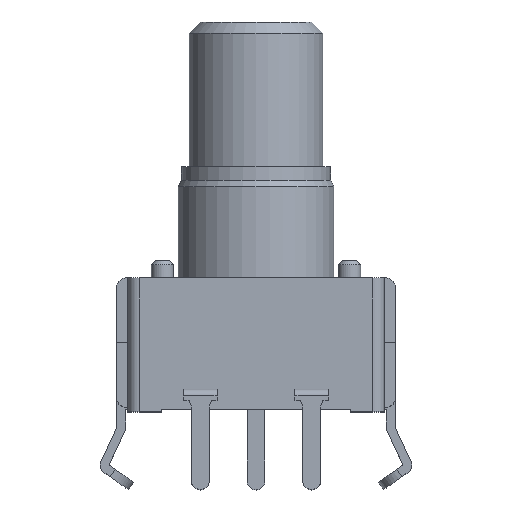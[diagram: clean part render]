
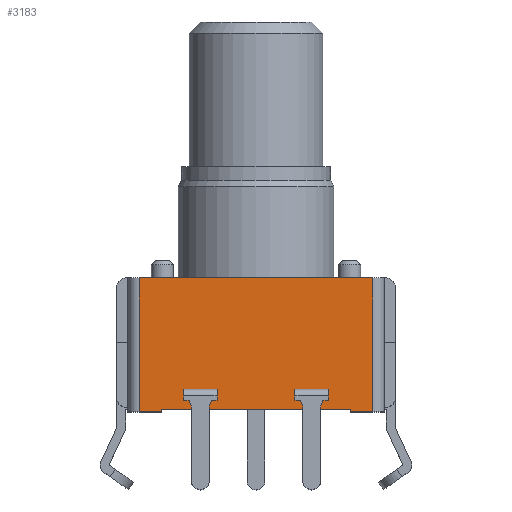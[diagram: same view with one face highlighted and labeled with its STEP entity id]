
A CAD part, top view. The second image highlights one B-rep face of the part: STEP entity #3183.
In plain terms, the highlighted planar face has unit normal (0, 0, 1).
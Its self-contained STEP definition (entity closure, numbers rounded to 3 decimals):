
#113=DIRECTION('',(-1.,0.,0.));
#114=VECTOR('',#113,10.5);
#115=CARTESIAN_POINT('',(5.25,6.,6.7));
#116=LINE('',#115,#114);
#218=DIRECTION('',(0.,1.,0.));
#219=VECTOR('',#218,6.);
#220=CARTESIAN_POINT('',(5.25,0.,6.7));
#221=LINE('',#220,#219);
#226=DIRECTION('',(-1.,0.,0.));
#227=VECTOR('',#226,8.5);
#228=CARTESIAN_POINT('',(4.25,0.1,6.7));
#229=LINE('',#228,#227);
#230=DIRECTION('',(0.,-1.,0.));
#231=VECTOR('',#230,0.1);
#232=CARTESIAN_POINT('',(-4.25,0.1,6.7));
#233=LINE('',#232,#231);
#234=DIRECTION('',(-1.,0.,0.));
#235=VECTOR('',#234,1.);
#236=CARTESIAN_POINT('',(-4.25,0.,6.7));
#237=LINE('',#236,#235);
#238=DIRECTION('',(-1.,0.,0.));
#239=VECTOR('',#238,1.);
#240=CARTESIAN_POINT('',(5.25,0.,6.7));
#241=LINE('',#240,#239);
#242=DIRECTION('',(-1.,0.,0.));
#243=VECTOR('',#242,1.5);
#244=CARTESIAN_POINT('',(-1.75,1.,6.7));
#245=LINE('',#244,#243);
#246=DIRECTION('',(0.,1.,0.));
#247=VECTOR('',#246,0.3);
#248=CARTESIAN_POINT('',(-1.75,0.7,6.7));
#249=LINE('',#248,#247);
#250=DIRECTION('',(-1.,0.,0.));
#251=VECTOR('',#250,1.5);
#252=CARTESIAN_POINT('',(3.25,1.,6.7));
#253=LINE('',#252,#251);
#254=DIRECTION('',(0.,1.,0.));
#255=VECTOR('',#254,0.3);
#256=CARTESIAN_POINT('',(3.25,0.7,6.7));
#257=LINE('',#256,#255);
#540=DIRECTION('',(0.,-1.,0.));
#541=VECTOR('',#540,6.);
#542=CARTESIAN_POINT('',(-5.25,6.,6.7));
#543=LINE('',#542,#541);
#705=DIRECTION('',(0.,-1.,0.));
#706=VECTOR('',#705,0.1);
#707=CARTESIAN_POINT('',(4.25,0.1,6.7));
#708=LINE('',#707,#706);
#1507=DIRECTION('',(0.,1.,0.));
#1508=VECTOR('',#1507,0.3);
#1509=CARTESIAN_POINT('',(1.75,0.7,6.7));
#1510=LINE('',#1509,#1508);
#1531=DIRECTION('',(-1.,0.,0.));
#1532=VECTOR('',#1531,1.5);
#1533=CARTESIAN_POINT('',(3.25,0.7,6.7));
#1534=LINE('',#1533,#1532);
#1915=DIRECTION('',(0.,1.,0.));
#1916=VECTOR('',#1915,0.3);
#1917=CARTESIAN_POINT('',(-3.25,0.7,
6.7));
#1918=LINE('',#1917,#1916);
#1939=DIRECTION('',(-1.,0.,0.));
#1940=VECTOR('',#1939,1.5);
#1941=CARTESIAN_POINT('',(-1.75,0.7,
6.7));
#1942=LINE('',#1941,#1940);
#2240=CARTESIAN_POINT('',(4.25,0.,6.7));
#2241=VERTEX_POINT('',#2240);
#2242=CARTESIAN_POINT('',(5.25,0.,6.7));
#2243=VERTEX_POINT('',#2242);
#2247=CARTESIAN_POINT('',(-4.25,0.,6.7));
#2249=VERTEX_POINT('',#2247);
#2254=CARTESIAN_POINT('',(-5.25,0.,6.7));
#2255=VERTEX_POINT('',#2254);
#2440=CARTESIAN_POINT('',(-4.25,0.1,
6.7));
#2441=VERTEX_POINT('',#2440);
#2442=CARTESIAN_POINT('',(4.25,0.1,6.7));
#2443=VERTEX_POINT('',#2442);
#2482=CARTESIAN_POINT('',(-5.25,6.,6.7));
#2483=VERTEX_POINT('',#2482);
#2484=CARTESIAN_POINT('',(5.25,6.,6.7));
#2485=VERTEX_POINT('',#2484);
#2486=CARTESIAN_POINT('',(-1.75,1.,
6.7));
#2487=CARTESIAN_POINT('',(-3.25,1.,
6.7));
#2488=VERTEX_POINT('',#2486);
#2489=VERTEX_POINT('',#2487);
#2490=CARTESIAN_POINT('',(-3.25,0.7,
6.7));
#2491=VERTEX_POINT('',#2490);
#2492=CARTESIAN_POINT('',(-1.75,0.7,
6.7));
#2493=VERTEX_POINT('',#2492);
#2494=CARTESIAN_POINT('',(3.25,1.,6.7));
#2495=CARTESIAN_POINT('',(1.75,1.,6.7));
#2496=VERTEX_POINT('',#2494);
#2497=VERTEX_POINT('',#2495);
#2498=CARTESIAN_POINT('',(1.75,0.7,6.7));
#2499=VERTEX_POINT('',#2498);
#2500=CARTESIAN_POINT('',(3.25,0.7,6.7));
#2501=VERTEX_POINT('',#2500);
#3142=CARTESIAN_POINT('',(-5.75,0.,6.7));
#3143=DIRECTION('',(0.,0.,1.));
#3144=DIRECTION('',(1.,0.,0.));
#3145=AXIS2_PLACEMENT_3D('',#3142,#3143,#3144);
#3146=PLANE('',#3145);
#3148=ORIENTED_EDGE('',*,*,#3147,.T.);
#3150=ORIENTED_EDGE('',*,*,#3149,.T.);
#3152=ORIENTED_EDGE('',*,*,#3151,.T.);
#3154=ORIENTED_EDGE('',*,*,#3153,.F.);
#3155=ORIENTED_EDGE('',*,*,#3066,.F.);
#3156=ORIENTED_EDGE('',*,*,#3132,.F.);
#3158=ORIENTED_EDGE('',*,*,#3157,.T.);
#3160=ORIENTED_EDGE('',*,*,#3159,.F.);
#3161=EDGE_LOOP('',(#3148,#3150,#3152,#3154,#3155,#3156,#3158,#3160));
#3162=FACE_OUTER_BOUND('',#3161,.F.);
#3164=ORIENTED_EDGE('',*,*,#3163,.T.);
#3166=ORIENTED_EDGE('',*,*,#3165,.F.);
#3168=ORIENTED_EDGE('',*,*,#3167,.F.);
#3170=ORIENTED_EDGE('',*,*,#3169,.T.);
#3171=EDGE_LOOP('',(#3164,#3166,#3168,#3170));
#3172=FACE_BOUND('',#3171,.F.);
#3174=ORIENTED_EDGE('',*,*,#3173,.T.);
#3176=ORIENTED_EDGE('',*,*,#3175,.F.);
#3178=ORIENTED_EDGE('',*,*,#3177,.F.);
#3180=ORIENTED_EDGE('',*,*,#3179,.T.);
#3181=EDGE_LOOP('',(#3174,#3176,#3178,#3180));
#3182=FACE_BOUND('',#3181,.F.);
#3183=ADVANCED_FACE('',(#3162,#3172,#3182),#3146,.T.);
#3066=EDGE_CURVE('',#2485,#2483,#116,.T.);
#3132=EDGE_CURVE('',#2243,#2485,#221,.T.);
#3147=EDGE_CURVE('',#2443,#2441,#229,.T.);
#3149=EDGE_CURVE('',#2441,#2249,#233,.T.);
#3151=EDGE_CURVE('',#2249,#2255,#237,.T.);
#3153=EDGE_CURVE('',#2483,#2255,#543,.T.);
#3157=EDGE_CURVE('',#2243,#2241,#241,.T.);
#3159=EDGE_CURVE('',#2443,#2241,#708,.T.);
#3163=EDGE_CURVE('',#2488,#2489,#245,.T.);
#3165=EDGE_CURVE('',#2491,#2489,#1918,.T.);
#3167=EDGE_CURVE('',#2493,#2491,#1942,.T.);
#3169=EDGE_CURVE('',#2493,#2488,#249,.T.);
#3173=EDGE_CURVE('',#2496,#2497,#253,.T.);
#3175=EDGE_CURVE('',#2499,#2497,#1510,.T.);
#3177=EDGE_CURVE('',#2501,#2499,#1534,.T.);
#3179=EDGE_CURVE('',#2501,#2496,#257,.T.);
